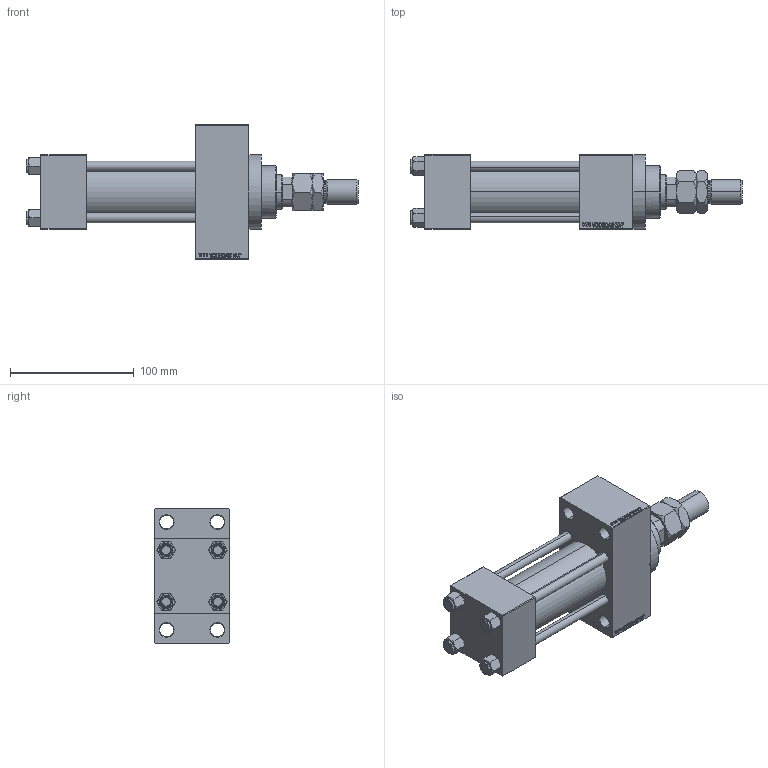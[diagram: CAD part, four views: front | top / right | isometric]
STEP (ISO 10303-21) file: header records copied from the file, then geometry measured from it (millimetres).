
FILE_DESCRIPTION (( 'STEP AP203' ), '1' );
FILE_NAME ('a1cf.STEP', '2022-04-16T11:14:09', ( '' ), ( '' ), 'SwSTEP 2.0', 'SolidWorks 2019', '' );
FILE_SCHEMA (( 'CONFIG_CONTROL_DESIGN' ));
Length unit declared in the file: millimetre
Products named in the file (7): V215_VC_A 25572f16fc6249a9cb38be6a42ef86fe; V215CR_D_Body 25572f16fc6249a9cb38be6a42ef86fe; MTA 25572f16fc6249a9cb38be6a42ef86fe; NUT_M5_D 25572f16fc6249a9cb38be6a42ef86fe; V215CR_VCP_D 25572f16fc6249a9cb38be6a42ef86fe; V215CR_D_TYCINKA 25572f16fc6249a9cb38be6a42ef86fe; a1cf
Assembly tree (12 placements, depth 2):
  a1cf
    V215CR_D_Body 25572f16fc6249a9cb38be6a42ef86fe
    V215CR_VCP_D 25572f16fc6249a9cb38be6a42ef86fe
    NUT_M5_D 25572f16fc6249a9cb38be6a42ef86fe  x4
    V215CR_D_TYCINKA 25572f16fc6249a9cb38be6a42ef86fe  x4
    V215_VC_A 25572f16fc6249a9cb38be6a42ef86fe
    MTA 25572f16fc6249a9cb38be6a42ef86fe
Bounding box: 268 x 60 x 109 mm (x, y, z)
Volume: 598482.3 mm3; surface area: 147413.7 mm2
Topology: 12 solids, 12 shells, 1164 faces, 2880 edges, 1851 vertices
Faces by surface type: plane 517, bspline 368, cone 172, cylinder 97, torus 10
Entity records: 49160 total; most frequent: CARTESIAN_POINT 25674, ORIENTED_EDGE 5252, DIRECTION 3452, EDGE_CURVE 2626, VERTEX_POINT 1707, VECTOR 1532, LINE 1532, EDGE_LOOP 1175
